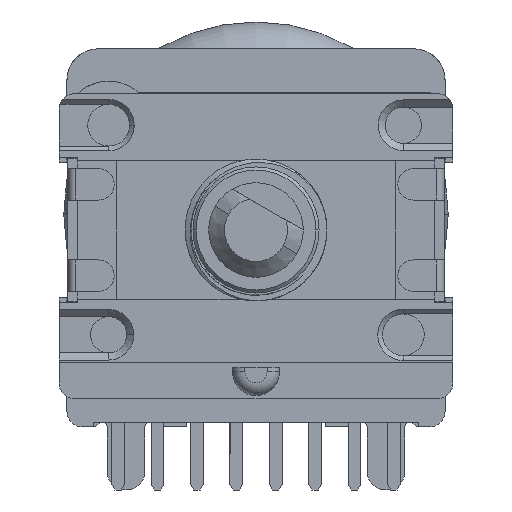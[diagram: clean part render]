
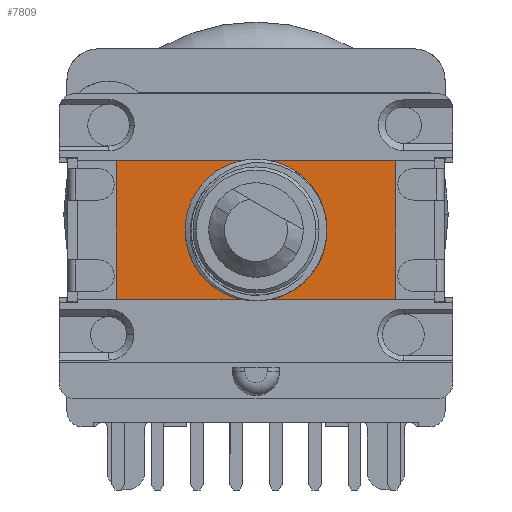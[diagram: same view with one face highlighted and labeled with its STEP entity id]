
A CAD part, front view. The second image highlights one B-rep face of the part: STEP entity #7809.
In plain terms, the highlighted face is planar.
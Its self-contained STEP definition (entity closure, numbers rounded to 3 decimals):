
#648 = CARTESIAN_POINT ( 'NONE',  ( 0., 0., 6.4 ) ) ;
#649 = DIRECTION ( 'NONE',  ( 0., 0., -1. ) ) ;
#650 = DIRECTION ( 'NONE',  ( 1., 0., 0. ) ) ;
#749 = CARTESIAN_POINT ( 'NONE',  ( 0., 0., 6.4 ) ) ;
#750 = DIRECTION ( 'NONE',  ( 0., 0., -1. ) ) ;
#751 = DIRECTION ( 'NONE',  ( 1., 0., 0. ) ) ;
#821 = CARTESIAN_POINT ( 'NONE',  ( 8.85, 4.4, 6.4 ) ) ;
#824 = DIRECTION ( 'NONE',  ( 0., 1., 0. ) ) ;
#858 = CARTESIAN_POINT ( 'NONE',  ( -8.85, 4.4, 6.4 ) ) ;
#859 = DIRECTION ( 'NONE',  ( 0., -1., 0. ) ) ;
#1030 = CARTESIAN_POINT ( 'NONE',  ( 1.605, -3.664, 6.4 ) ) ;
#1031 = CARTESIAN_POINT ( 'NONE',  ( 1.663, -3.796, 6.4 ) ) ;
#1040 = CARTESIAN_POINT ( 'NONE',  ( 0., 0., 6.4 ) ) ;
#1043 = DIRECTION ( 'NONE',  ( 0., 0., 1. ) ) ;
#1044 = DIRECTION ( 'NONE',  ( 1., 0., 0. ) ) ;
#1049 = CARTESIAN_POINT ( 'NONE',  ( 1.663, -3.796, 6.4 ) ) ;
#1052 = CARTESIAN_POINT ( 'NONE',  ( -8.85, 4.4, 6.4 ) ) ;
#1053 = DIRECTION ( 'NONE',  ( -1., 0., 0. ) ) ;
#1054 = CARTESIAN_POINT ( 'NONE',  ( 0., -4.4, 6.4 ) ) ;
#1055 = DIRECTION ( 'NONE',  ( 0., -1., 0. ) ) ;
#1062 = CARTESIAN_POINT ( 'NONE',  ( -8.85, 4.4, 6.4 ) ) ;
#1063 = DIRECTION ( 'NONE',  ( -1., 0., 0. ) ) ;
#1064 = CARTESIAN_POINT ( 'NONE',  ( -8.85, -4.4, 6.4 ) ) ;
#1065 = DIRECTION ( 'NONE',  ( 1., 0., 0. ) ) ;
#1068 = CARTESIAN_POINT ( 'NONE',  ( 1.955, -3.685, 6.4 ) ) ;
#1069 = CARTESIAN_POINT ( 'NONE',  ( 2.233, -3.542, 6.4 ) ) ;
#1070 = CARTESIAN_POINT ( 'NONE',  ( 2.752, -3.197, 6.4 ) ) ;
#1071 = CARTESIAN_POINT ( 'NONE',  ( 2.987, -2.998, 6.4 ) ) ;
#1072 = CARTESIAN_POINT ( 'NONE',  ( 3.413, -2.551, 6.4 ) ) ;
#1073 = CARTESIAN_POINT ( 'NONE',  ( 3.605, -2.301, 6.4 ) ) ;
#1074 = CARTESIAN_POINT ( 'NONE',  ( 3.924, -1.773, 6.4 ) ) ;
#1075 = CARTESIAN_POINT ( 'NONE',  ( 4.056, -1.494, 6.4 ) ) ;
#1076 = CARTESIAN_POINT ( 'NONE',  ( 4.258, -0.903, 6.4 ) ) ;
#1077 = CARTESIAN_POINT ( 'NONE',  ( 4.325, -0.602, 6.4 ) ) ;
#1078 = CARTESIAN_POINT ( 'NONE',  ( 4.395, 0.011, 6.4 ) ) ;
#1079 = CARTESIAN_POINT ( 'NONE',  ( 4.397, 0.325, 6.4 ) ) ;
#1080 = CARTESIAN_POINT ( 'NONE',  ( 4.337, 0.94, 6.4 ) ) ;
#1081 = CARTESIAN_POINT ( 'NONE',  ( 4.275, 1.242, 6.4 ) ) ;
#1082 = CARTESIAN_POINT ( 'NONE',  ( 4.088, 1.836, 6.4 ) ) ;
#1083 = CARTESIAN_POINT ( 'NONE',  ( 3.964, 2.122, 6.4 ) ) ;
#1084 = CARTESIAN_POINT ( 'NONE',  ( 3.81, 2.394, 6.4 ) ) ;
#1085 = CARTESIAN_POINT ( 'NONE',  ( 0., 0., 6.4 ) ) ;
#1086 = DIRECTION ( 'NONE',  ( 0., 0., -1. ) ) ;
#1087 = DIRECTION ( 'NONE',  ( 1., 0., 0. ) ) ;
#1561 = CIRCLE ( 'NONE', #19853, 4. ) ;
#1630 = CIRCLE ( 'NONE', #19865, 3.25 ) ;
#1676 = LINE ( 'NONE', #821, #1683 ) ;
#1683 = VECTOR ( 'NONE', #824, 1000. ) ;
#1713 = LINE ( 'NONE', #858, #1714 ) ;
#1714 = VECTOR ( 'NONE', #859, 1000. ) ;
#1805 = LINE ( 'NONE', #1052, #1812 ) ;
#1812 = VECTOR ( 'NONE', #1053, 1000. ) ;
#1813 = CIRCLE ( 'NONE', #19881, 4.5 ) ;
#1819 = LINE ( 'NONE', #1054, #1820 ) ;
#1820 = VECTOR ( 'NONE', #1055, 1000. ) ;
#1827 = LINE ( 'NONE', #1062, #1828 ) ;
#1828 = VECTOR ( 'NONE', #1063, 1000. ) ;
#1829 = LINE ( 'NONE', #1064, #1830 ) ;
#1830 = VECTOR ( 'NONE', #1065, 1000. ) ;
#1834 = CIRCLE ( 'NONE', #19882, 4. ) ;
#5138 = CARTESIAN_POINT ( 'NONE',  ( 4., 0., 6.4 ) ) ;
#5167 = CARTESIAN_POINT ( 'NONE',  ( 1.605, -3.664, 6.4 ) ) ;
#5214 = CARTESIAN_POINT ( 'NONE',  ( 2.815, -1.625, 6.4 ) ) ;
#5246 = CARTESIAN_POINT ( 'NONE',  ( 1.663, -3.796, 6.4 ) ) ;
#5260 = CARTESIAN_POINT ( 'NONE',  ( -8.85, -4.4, 6.4 ) ) ;
#5272 = CARTESIAN_POINT ( 'NONE',  ( -2.815, 1.625, 6.4 ) ) ;
#5276 = CARTESIAN_POINT ( 'NONE',  ( -8.85, 4.4, 6.4 ) ) ;
#5337 = CARTESIAN_POINT ( 'NONE',  ( 8.85, 4.4, 6.4 ) ) ;
#5414 = CARTESIAN_POINT ( 'NONE',  ( 0., 4., 6.4 ) ) ;
#5421 = CARTESIAN_POINT ( 'NONE',  ( 0., 4.4, 6.4 ) ) ;
#5429 = CARTESIAN_POINT ( 'NONE',  ( 0.943, 4.4, 6.4 ) ) ;
#5436 = CARTESIAN_POINT ( 'NONE',  ( 3.81, 2.394, 6.4 ) ) ;
#5461 = CARTESIAN_POINT ( 'NONE',  ( 8.85, -4.4, 6.4 ) ) ;
#6737 = CARTESIAN_POINT ( 'NONE',  ( 0., 0., 6.4 ) ) ;
#6746 = DIRECTION ( 'NONE',  ( 0., 0., -1. ) ) ;
#6747 = DIRECTION ( 'NONE',  ( 1., 0., 0. ) ) ;
#7137 = CIRCLE ( 'NONE', #20329, 3.25 ) ;
#7620 = ORIENTED_EDGE ( 'NONE', *, *, #20082, .T. ) ;
#7621 = ORIENTED_EDGE ( 'NONE', *, *, #9548, .T. ) ;
#7622 = ORIENTED_EDGE ( 'NONE', *, *, #9661, .F. ) ;
#7623 = ORIENTED_EDGE ( 'NONE', *, *, #9660, .T. ) ;
#7624 = ORIENTED_EDGE ( 'NONE', *, *, #9596, .T. ) ;
#7625 = ORIENTED_EDGE ( 'NONE', *, *, #9666, .T. ) ;
#7626 = ORIENTED_EDGE ( 'NONE', *, *, #9580, .T. ) ;
#7627 = ORIENTED_EDGE ( 'NONE', *, *, #9665, .T. ) ;
#7628 = ORIENTED_EDGE ( 'NONE', *, *, #9656, .F. ) ;
#7629 = ORIENTED_EDGE ( 'NONE', *, *, #9667, .F. ) ;
#7630 = ORIENTED_EDGE ( 'NONE', *, *, #9652, .F. ) ;
#7631 = ORIENTED_EDGE ( 'NONE', *, *, #9506, .F. ) ;
#7632 = ORIENTED_EDGE ( 'NONE', *, *, #9668, .F. ) ;
#7809 = ADVANCED_FACE ( 'NONE', ( #15670, #15665 ), #16726, .T. ) ;
#8194 = EDGE_LOOP ( 'NONE', ( #7620, #7621 ) ) ;
#8198 = EDGE_LOOP ( 'NONE', ( #7622, #7623, #7624, #7625, #7626, #7627, #7628, #7629, #7630, #7631, #7632 ) ) ;
#9506 = EDGE_CURVE ( 'NONE', #11583, #11612, #1561, .T. ) ;
#9548 = EDGE_CURVE ( 'NONE', #11717, #11659, #1630, .T. ) ;
#9580 = EDGE_CURVE ( 'NONE', #11906, #11782, #1676, .T. ) ;
#9596 = EDGE_CURVE ( 'NONE', #11721, #11705, #1713, .T. ) ;
#9652 = EDGE_CURVE ( 'NONE', #11612, #11691, #20791, .T. ) ;
#9656 = EDGE_CURVE ( 'NONE', #11881, #11874, #1813, .T. ) ;
#9660 = EDGE_CURVE ( 'NONE', #11866, #11721, #1805, .T. ) ;
#9661 = EDGE_CURVE ( 'NONE', #11866, #11859, #1819, .T. ) ;
#9665 = EDGE_CURVE ( 'NONE', #11782, #11874, #1827, .T. ) ;
#9666 = EDGE_CURVE ( 'NONE', #11705, #11906, #1829, .T. ) ;
#9667 = EDGE_CURVE ( 'NONE', #11691, #11881, #20916, .T. ) ;
#9668 = EDGE_CURVE ( 'NONE', #11859, #11583, #1834, .T. ) ;
#11583 = VERTEX_POINT ( 'NONE', #5138 ) ;
#11612 = VERTEX_POINT ( 'NONE', #5167 ) ;
#11659 = VERTEX_POINT ( 'NONE', #5214 ) ;
#11691 = VERTEX_POINT ( 'NONE', #5246 ) ;
#11705 = VERTEX_POINT ( 'NONE', #5260 ) ;
#11717 = VERTEX_POINT ( 'NONE', #5272 ) ;
#11721 = VERTEX_POINT ( 'NONE', #5276 ) ;
#11782 = VERTEX_POINT ( 'NONE', #5337 ) ;
#11859 = VERTEX_POINT ( 'NONE', #5414 ) ;
#11866 = VERTEX_POINT ( 'NONE', #5421 ) ;
#11874 = VERTEX_POINT ( 'NONE', #5429 ) ;
#11881 = VERTEX_POINT ( 'NONE', #5436 ) ;
#11906 = VERTEX_POINT ( 'NONE', #5461 ) ;
#15142 = AXIS2_PLACEMENT_3D ( 'NONE', #16722, #16734, #16735 ) ;
#15665 = FACE_OUTER_BOUND ( 'NONE', #8198, .T. ) ;
#15670 = FACE_BOUND ( 'NONE', #8194, .T. ) ;
#16722 = CARTESIAN_POINT ( 'NONE',  ( -8.85, -4.4, 6.4 ) ) ;
#16726 = PLANE ( 'NONE',  #15142 ) ;
#16734 = DIRECTION ( 'NONE',  ( 0., 0., 1. ) ) ;
#16735 = DIRECTION ( 'NONE',  ( 1., 0., 0. ) ) ;
#19853 = AXIS2_PLACEMENT_3D ( 'NONE', #648, #649, #650 ) ;
#19865 = AXIS2_PLACEMENT_3D ( 'NONE', #749, #750, #751 ) ;
#19881 = AXIS2_PLACEMENT_3D ( 'NONE', #1040, #1043, #1044 ) ;
#19882 = AXIS2_PLACEMENT_3D ( 'NONE', #1085, #1086, #1087 ) ;
#20082 = EDGE_CURVE ( 'NONE', #11659, #11717, #7137, .T. ) ;
#20329 = AXIS2_PLACEMENT_3D ( 'NONE', #6737, #6746, #6747 ) ;
#20791 =( BOUNDED_CURVE ( )  B_SPLINE_CURVE ( 1, ( #1030, #1031 ),
 .UNSPECIFIED., .F., .F. ) 
 B_SPLINE_CURVE_WITH_KNOTS ( ( 2, 2 ),
 ( 0., 0. ),
 .UNSPECIFIED. ) 
 CURVE ( )  GEOMETRIC_REPRESENTATION_ITEM ( )  RATIONAL_B_SPLINE_CURVE ( ( 0.962, 0.962 ) ) 
 REPRESENTATION_ITEM ( '' )  );
#20916 = B_SPLINE_CURVE_WITH_KNOTS ( 'NONE', 3,
 ( #1049, #1068, #1069, #1070, #1071, #1072, #1073, #1074, #1075, #1076, #1077, #1078, #1079, #1080, #1081, #1082, #1083, #1084 ),
 .UNSPECIFIED., .F., .F.,
 ( 4, 2, 2, 2, 2, 2, 2, 2, 4 ),
 ( 0., 0.001, 0.002, 0.003, 0.004, 0.005, 0.006, 0.007, 0.007 ),
 .UNSPECIFIED. ) ;
